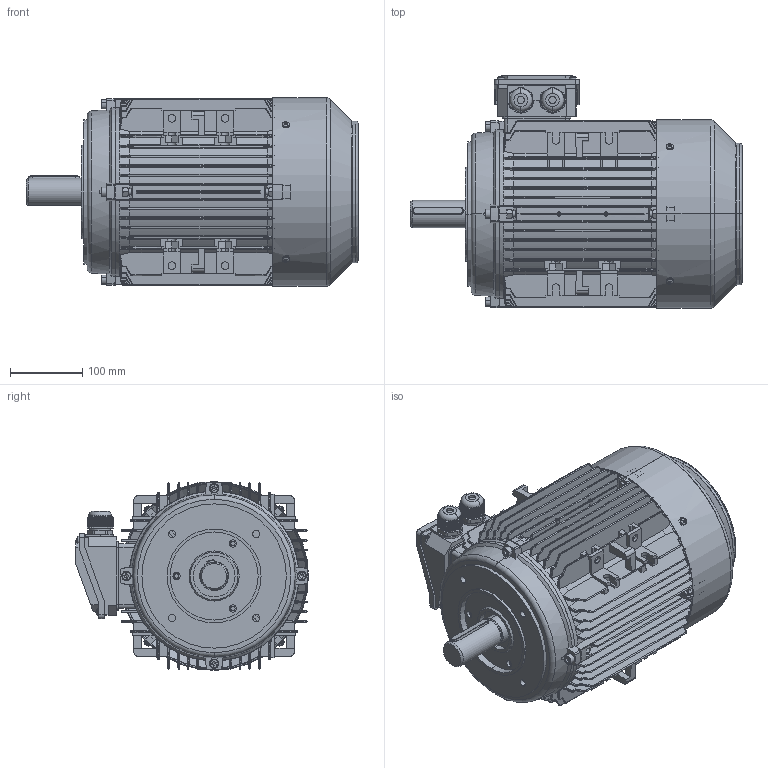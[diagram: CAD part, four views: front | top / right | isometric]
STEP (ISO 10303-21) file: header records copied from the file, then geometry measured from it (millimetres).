
FILE_DESCRIPTION (( 'STEP AP203' ), '1' );
FILE_NAME ('T132S B14蚾饜芞.STEP', '2015-04-08T07:08:40', ( 'USER' ), ( 'MS' ), 'SwSTEP 2.0', 'SolidWorks 2008', '' );
FILE_SCHEMA (( 'CONFIG_CONTROL_DESIGN' ));
Length unit declared in the file: millimetre
Products named in the file (14): TA132后盖1_默认; TA132风罩_默认; TA132B14法兰1_默认; T132S B14蚾饜芞; T132S转轴_默认; T132S机壳_默认; 112-132出线螺套_默认; 132风叶_默认; T100-132斜接线盒座_默认; TA100-132斜接线盒盖_默认; Plain parallel keys_GB_CONNECTING_PIECE_KEYS_CSK 10X70; Cross recessed thread forming screws GB_GB_CROSS_SCREWS_TYPE138 M5X12-N; Hexagon nuts grade C GB_GB_FASTENER_NUT_SNC1 M8-N; Hexagon socket head cap screws GB_GB_FASTENER_SCREWS_HSHCS M8X35-N
Assembly tree (35 placements, depth 2):
  T132S B14蚾饜芞
    TA132风罩_默认
    TA100-132斜接线盒盖_默认
    Cross recessed thread forming screws GB_GB_CROSS_SCREWS_TYPE138 M5X12-N  x8
    Hexagon socket head cap screws GB_GB_FASTENER_SCREWS_HSHCS M8X35-N  x8
    T132S机壳_默认
    T132S转轴_默认
    112-132出线螺套_默认  x2
    Hexagon nuts grade C GB_GB_FASTENER_NUT_SNC1 M8-N  x8
    TA132后盖1_默认
    Plain parallel keys_GB_CONNECTING_PIECE_KEYS_CSK 10X70
    TA132B14法兰1_默认
    132风叶_默认
    T100-132斜接线盒座_默认
Bounding box: 460 x 322.74 x 261.49 mm (x, y, z)
Volume: 3263703.1 mm3; surface area: 1641132.2 mm2
Topology: 35 solids, 35 shells, 5109 faces, 13968 edges, 8861 vertices
Faces by surface type: plane 2707, cylinder 1216, bspline 687, cone 341, torus 130, sphere 28
Entity records: 169397 total; most frequent: CARTESIAN_POINT 62275, ORIENTED_EDGE 24080, DIRECTION 18882, EDGE_CURVE 12040, VERTEX_POINT 7726, VECTOR 6652, LINE 6652, AXIS2_PLACEMENT_3D 6115
